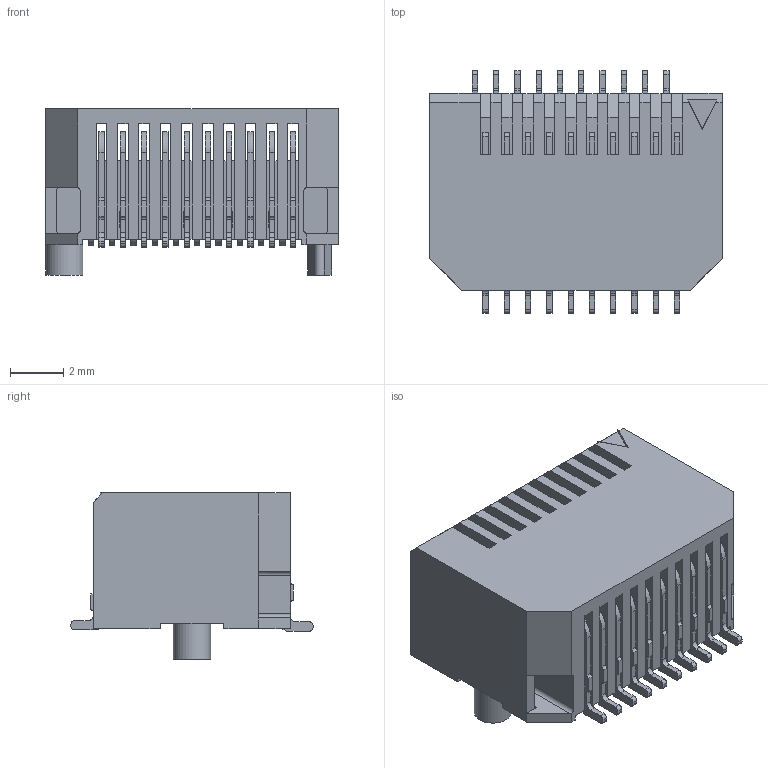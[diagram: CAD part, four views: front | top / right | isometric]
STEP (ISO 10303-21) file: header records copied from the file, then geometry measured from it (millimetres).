
FILE_DESCRIPTION(/* description */ ('STEP AP214'),/* implementation_level */ '2;1');
FILE_NAME(/* name */ 'MECT-110-01-M-D-RA1',/* time_stamp */ '2023-02-24T10:07:41+01:00',/* author */ ('License CC BY-ND 4.0'),/* organization */ ('CADENAS'),/* preprocessor_version */ 'ST-DEVELOPER v18.102',/* originating_system */ 'PARTsolutions',/* authorisation */ ' ');
FILE_SCHEMA (('AUTOMOTIVE_DESIGN {1 0 10303 214 3 1 1}'));
Length unit declared in the file: millimetre
Products named in the file (5): MECT-110-01-M-D-RA1; MECT-110-01-M-D-RA1_tr; MECT-110-01-M-D-RA1_p1; MECT-110-01-M-D-RA1_p2; MECT-110-01-M-D-RA1_t
Assembly tree (4 placements, depth 2):
  MECT-110-01-M-D-RA1
    MECT-110-01-M-D-RA1_tr
    MECT-110-01-M-D-RA1_p1
    MECT-110-01-M-D-RA1_p2
    MECT-110-01-M-D-RA1_t
Bounding box: 11 x 9.1 x 6.25 mm (x, y, z)
Volume: 248.9 mm3; surface area: 1161 mm2
Topology: 4 solids, 4 shells, 1351 faces, 4098 edges, 2729 vertices
Faces by surface type: plane 856, cylinder 495
Full cylindrical faces by diameter (mm): 1.4 x1
Entity records: 46221 total; most frequent: ORIENTED_EDGE 8192, CARTESIAN_POINT 8180, DIRECTION 7874, EDGE_CURVE 4096, LINE 3030, VECTOR 3030, VERTEX_POINT 2728, AXIS2_PLACEMENT_3D 2422
